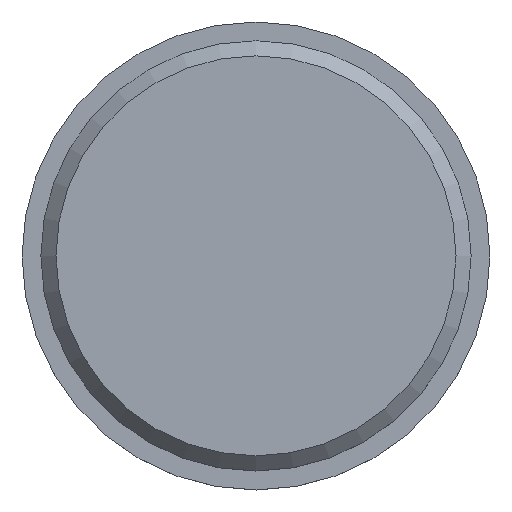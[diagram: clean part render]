
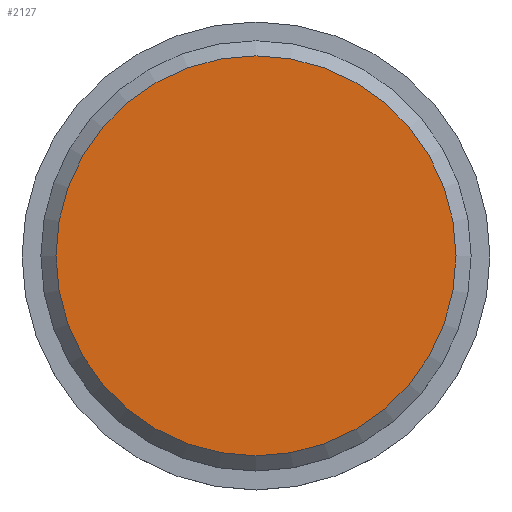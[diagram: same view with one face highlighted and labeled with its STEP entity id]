
A CAD part, top view. The second image highlights one B-rep face of the part: STEP entity #2127.
In plain terms, the highlighted planar face has unit normal (0, 0, 1).
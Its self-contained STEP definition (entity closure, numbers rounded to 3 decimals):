
#270=PLANE('',#2274);
#314=FACE_OUTER_BOUND('',#437,.T.);
#437=EDGE_LOOP('',(#1469));
#893=CIRCLE('',#2270,13.25);
#899=VERTEX_POINT('',#2588);
#1123=EDGE_CURVE('',#899,#899,#893,.T.);
#1469=ORIENTED_EDGE('',*,*,#1123,.F.);
#2127=ADVANCED_FACE('',(#314),#270,.T.);
#2270=AXIS2_PLACEMENT_3D('',#2589,#2329,#2330);
#2274=AXIS2_PLACEMENT_3D('',#2597,#2339,#2340);
#2329=DIRECTION('center_axis',(0.,0.,-1.));
#2330=DIRECTION('ref_axis',(1.,0.,0.));
#2339=DIRECTION('center_axis',(0.,0.,1.));
#2340=DIRECTION('ref_axis',(1.,0.,0.));
#2588=CARTESIAN_POINT('',(-13.25,0.,7.));
#2589=CARTESIAN_POINT('Origin',(0.,0.,7.));
#2597=CARTESIAN_POINT('Origin',(0.,0.,7.));
